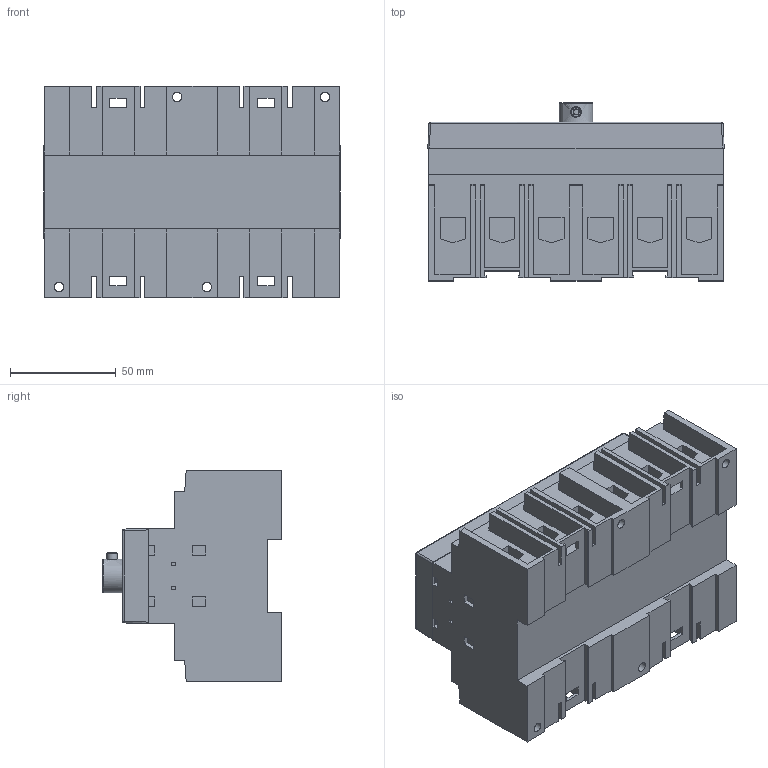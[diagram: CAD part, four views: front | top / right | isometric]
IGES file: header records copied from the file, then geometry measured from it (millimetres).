
Global section: file name: OT100-125F3C-IGS.igs; preprocessor: I-DEAS 3D IGES Translator 11; date: 20090417.144509; units: millimetre
Bounding box: 140.25 x 84.5 x 100 mm (x, y, z)
Surface area: 107577.4 mm2 (no closed solid volume)
Topology: 0 solids, 0 shells, 544 faces, 3393 edges, 3634 vertices
Faces by surface type: bspline 544
